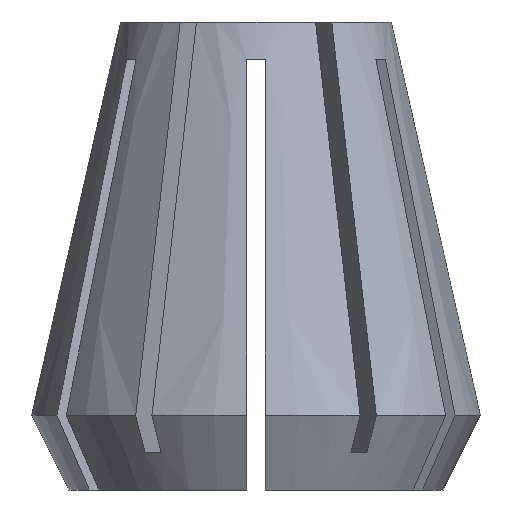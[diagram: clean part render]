
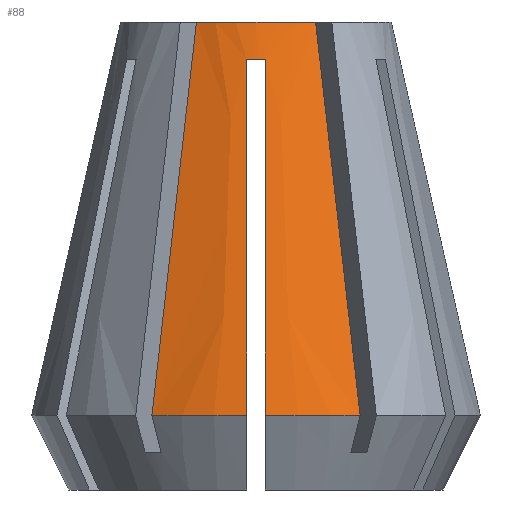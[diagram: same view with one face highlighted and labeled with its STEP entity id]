
A CAD part, left-side view. The second image highlights one B-rep face of the part: STEP entity #88.
In plain terms, the highlighted conical face has half-angle 12.745 degrees and reference radius 9.625 mm.
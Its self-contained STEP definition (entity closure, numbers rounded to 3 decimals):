
#88=ADVANCED_FACE('',(#370),#372,.T.);
#370=FACE_BOUND('',#371,.T.);
#371=EDGE_LOOP('',(#842,#843,#844,#845,#846,#847,#848,#849));
#372=CONICAL_SURFACE('',#373,9.625,0.222);
#373=AXIS2_PLACEMENT_3D('',#374,#375,#376);
#374=CARTESIAN_POINT('',(0.,0.,14.5));
#375=DIRECTION('',(0.,0.,-1.));
#376=DIRECTION('',(1.,0.,0.));
#842=ORIENTED_EDGE('',*,*,#1181,.T.);
#843=ORIENTED_EDGE('',*,*,#1184,.T.);
#844=ORIENTED_EDGE('',*,*,#1185,.T.);
#845=ORIENTED_EDGE('',*,*,#1186,.T.);
#846=ORIENTED_EDGE('',*,*,#1187,.T.);
#847=ORIENTED_EDGE('',*,*,#1188,.F.);
#848=ORIENTED_EDGE('',*,*,#1189,.T.);
#849=ORIENTED_EDGE('',*,*,#1119,.T.);
#1119=EDGE_CURVE('',#1382,#1380,#1383,.T.);
#1181=EDGE_CURVE('',#1380,#1482,#1483,.F.);
#1184=EDGE_CURVE('',#1482,#1487,#1488,.T.);
#1185=EDGE_CURVE('',#1487,#1489,#1490,.T.);
#1186=EDGE_CURVE('',#1489,#1491,#1492,.T.);
#1187=EDGE_CURVE('',#1491,#1493,#1494,.F.);
#1188=EDGE_CURVE('',#1495,#1493,#1496,.T.);
#1189=EDGE_CURVE('',#1495,#1382,#1497,.T.);
#1380=VERTEX_POINT('',#1951);
#1382=VERTEX_POINT('',#1963);
#1383=CIRCLE('',#1964,12.);
#1482=VERTEX_POINT('',#2312);
#1483=B_SPLINE_CURVE_WITH_KNOTS('',3,
(#2313,#2314,#2315,#2316,#2317,#2318,#2319,#2320,#2321,#2322,#2323,#2324,#2325,#2326,
#2327,#2328,#2329,#2330,#2331),
.UNSPECIFIED.,.F.,.F.,
(4,1,1,1,1,1,1,1,1,1,1,1,1,1,1,1,4),
(0.,0.003,0.009,0.01,0.022,
0.025,0.048,0.054,0.098,0.111,
0.194,0.223,0.406,0.499,0.642,
0.884,1.),
.UNSPECIFIED.);
#1487=VERTEX_POINT('',#2339);
#1488=CIRCLE('',#2340,7.702);
#1489=VERTEX_POINT('',#2344);
#1490=B_SPLINE_CURVE_WITH_KNOTS('',3,
(#2345,#2346,#2347,#2348,#2349,#2350,#2351,#2352,#2353,#2354,#2355,#2356,#2357,#2358,
#2359,#2360,#2361,#2362,#2363),
.UNSPECIFIED.,.F.,.F.,
(4,1,1,1,1,1,1,1,1,1,1,1,1,1,1,1,4),
(0.,0.003,0.009,0.01,0.022,
0.025,0.048,0.054,0.098,0.111,
0.194,0.223,0.406,0.499,0.642,
0.884,1.),
.UNSPECIFIED.);
#1491=VERTEX_POINT('',#2364);
#1492=CIRCLE('',#2365,12.);
#1493=VERTEX_POINT('',#2369);
#1494=B_SPLINE_CURVE_WITH_KNOTS('',3,
(#2370,#2371,#2372,#2373,#2374,#2375,#2376),
.UNSPECIFIED.,.F.,.F.,
(4,1,1,1,4),
(0.,0.154,0.328,0.61,1.),
.UNSPECIFIED.);
#1495=VERTEX_POINT('',#2377);
#1496=CIRCLE('',#2378,7.25);
#1497=B_SPLINE_CURVE_WITH_KNOTS('',3,
(#2382,#2383,#2384,#2385,#2386,#2387,#2388),
.UNSPECIFIED.,.F.,.F.,
(4,1,1,1,4),
(0.,0.154,0.328,0.61,1.),
.UNSPECIFIED.);
#1951=CARTESIAN_POINT('',(-11.99,0.5,4.));
#1963=CARTESIAN_POINT('',(-10.633,5.562,4.));
#1964=AXIS2_PLACEMENT_3D('',#1965,#1966,#1967);
#1965=CARTESIAN_POINT('',(0.,0.,4.));
#1966=DIRECTION('',(0.,0.,1.));
#1967=DIRECTION('',(-0.886,0.463,0.));
#2312=CARTESIAN_POINT('',(-7.686,0.5,23.));
#2313=CARTESIAN_POINT('',(-7.686,0.5,23.));
#2314=CARTESIAN_POINT('',(-7.69,0.5,22.983));
#2315=CARTESIAN_POINT('',(-7.703,0.5,22.927));
#2316=CARTESIAN_POINT('',(-7.717,0.5,22.862));
#2317=CARTESIAN_POINT('',(-7.746,0.5,22.737));
#2318=CARTESIAN_POINT('',(-7.769,0.5,22.635));
#2319=CARTESIAN_POINT('',(-7.823,0.5,22.395));
#2320=CARTESIAN_POINT('',(-7.868,0.5,22.198));
#2321=CARTESIAN_POINT('',(-7.973,0.5,21.735));
#2322=CARTESIAN_POINT('',(-8.063,0.5,21.338));
#2323=CARTESIAN_POINT('',(-8.264,0.5,20.452));
#2324=CARTESIAN_POINT('',(-8.444,0.5,19.658));
#2325=CARTESIAN_POINT('',(-8.867,0.5,17.788));
#2326=CARTESIAN_POINT('',(-9.305,0.5,15.854));
#2327=CARTESIAN_POINT('',(-9.906,0.5,13.203));
#2328=CARTESIAN_POINT('',(-10.592,0.5,10.174));
#2329=CARTESIAN_POINT('',(-11.31,0.5,7.001));
#2330=CARTESIAN_POINT('',(-11.824,0.5,4.732));
#2331=CARTESIAN_POINT('',(-11.99,0.5,4.));
#2339=CARTESIAN_POINT('',(-7.686,-0.5,23.));
#2340=AXIS2_PLACEMENT_3D('',#2341,#2342,#2343);
#2341=CARTESIAN_POINT('',(0.,0.,23.));
#2342=DIRECTION('',(0.,0.,1.));
#2343=DIRECTION('',(-0.998,0.065,0.));
#2344=CARTESIAN_POINT('',(-11.99,-0.5,4.));
#2345=CARTESIAN_POINT('',(-7.686,-0.5,23.));
#2346=CARTESIAN_POINT('',(-7.69,-0.5,22.983));
#2347=CARTESIAN_POINT('',(-7.703,-0.5,22.927));
#2348=CARTESIAN_POINT('',(-7.717,-0.5,22.862));
#2349=CARTESIAN_POINT('',(-7.746,-0.5,22.737));
#2350=CARTESIAN_POINT('',(-7.769,-0.5,22.635));
#2351=CARTESIAN_POINT('',(-7.823,-0.5,22.395));
#2352=CARTESIAN_POINT('',(-7.868,-0.5,22.198));
#2353=CARTESIAN_POINT('',(-7.973,-0.5,21.735));
#2354=CARTESIAN_POINT('',(-8.063,-0.5,21.338));
#2355=CARTESIAN_POINT('',(-8.264,-0.5,20.452));
#2356=CARTESIAN_POINT('',(-8.444,-0.5,19.658));
#2357=CARTESIAN_POINT('',(-8.867,-0.5,17.788));
#2358=CARTESIAN_POINT('',(-9.305,-0.5,15.854));
#2359=CARTESIAN_POINT('',(-9.906,-0.5,13.203));
#2360=CARTESIAN_POINT('',(-10.592,-0.5,10.174));
#2361=CARTESIAN_POINT('',(-11.31,-0.5,7.001));
#2362=CARTESIAN_POINT('',(-11.824,-0.5,4.732));
#2363=CARTESIAN_POINT('',(-11.99,-0.5,4.));
#2364=CARTESIAN_POINT('',(-10.633,-5.562,4.));
#2365=AXIS2_PLACEMENT_3D('',#2366,#2367,#2368);
#2366=CARTESIAN_POINT('',(0.,0.,4.));
#2367=DIRECTION('',(0.,0.,1.));
#2368=DIRECTION('',(-0.999,-0.042,0.));
#2369=CARTESIAN_POINT('',(-6.514,-3.183,25.));
#2370=CARTESIAN_POINT('',(-6.514,-3.183,25.));
#2371=CARTESIAN_POINT('',(-6.726,-3.306,23.92));
#2372=CARTESIAN_POINT('',(-7.177,-3.566,21.624));
#2373=CARTESIAN_POINT('',(-8.014,-4.05,17.355));
#2374=CARTESIAN_POINT('',(-9.175,-4.72,11.435));
#2375=CARTESIAN_POINT('',(-10.098,-5.253,6.731));
#2376=CARTESIAN_POINT('',(-10.633,-5.562,4.));
#2377=CARTESIAN_POINT('',(-6.514,3.183,25.));
#2378=AXIS2_PLACEMENT_3D('',#2379,#2380,#2381);
#2379=CARTESIAN_POINT('',(0.,0.,25.));
#2380=DIRECTION('',(0.,0.,1.));
#2381=DIRECTION('',(-0.898,0.439,0.));
#2382=CARTESIAN_POINT('',(-6.514,3.183,25.));
#2383=CARTESIAN_POINT('',(-6.726,3.306,23.92));
#2384=CARTESIAN_POINT('',(-7.177,3.566,21.624));
#2385=CARTESIAN_POINT('',(-8.014,4.05,17.355));
#2386=CARTESIAN_POINT('',(-9.175,4.72,11.435));
#2387=CARTESIAN_POINT('',(-10.098,5.253,6.731));
#2388=CARTESIAN_POINT('',(-10.633,5.562,4.));
